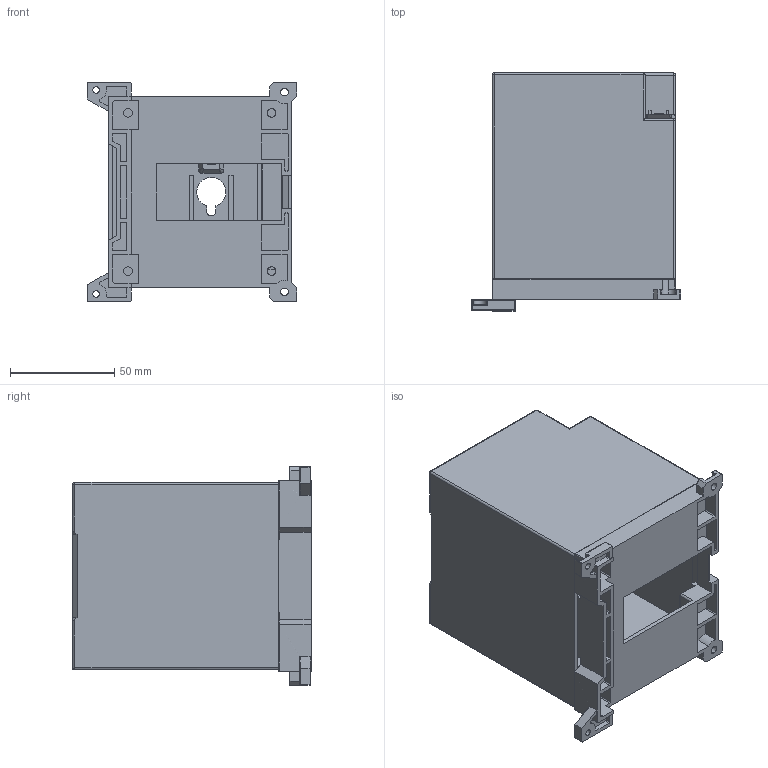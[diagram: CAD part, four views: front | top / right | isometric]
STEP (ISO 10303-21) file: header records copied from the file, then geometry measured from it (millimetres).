
FILE_DESCRIPTION(/* description */ (''),/* implementation_level */ '2;1');
FILE_NAME(/* name */ 'FILE_STP_CAD_DRAWING_3D_P5X191_prt.stp',/* time_stamp */ '2025-07-28T15:33:11+02:00',/* author */ (''),/* organization */ (''),/* preprocessor_version */ 'ST-DEVELOPER v20',/* originating_system */ 'SIEMENS PLM Software NX2406.8500',/* authorisation */ '');
FILE_SCHEMA (('AUTOMOTIVE_DESIGN { 1 0 10303 214 3 1 1 1 }'));
Length unit declared in the file: millimetre
Products named in the file (1): 3D_P5X191
Bounding box: 100.5 x 114.5 x 105 mm (x, y, z)
Surface area: 110378.7 mm2 (no closed solid volume)
Topology: 0 solids, 3 shells, 480 faces, 1510 edges, 1000 vertices
Faces by surface type: plane 234, cylinder 196, sphere 20, torus 19, cone 8, bspline 3
Entity records: 17055 total; most frequent: CARTESIAN_POINT 3672, DIRECTION 2745, ORIENTED_EDGE 2725, EDGE_CURVE 1497, LINE 1015, VECTOR 1015, VERTEX_POINT 1000, AXIS2_PLACEMENT_3D 865
